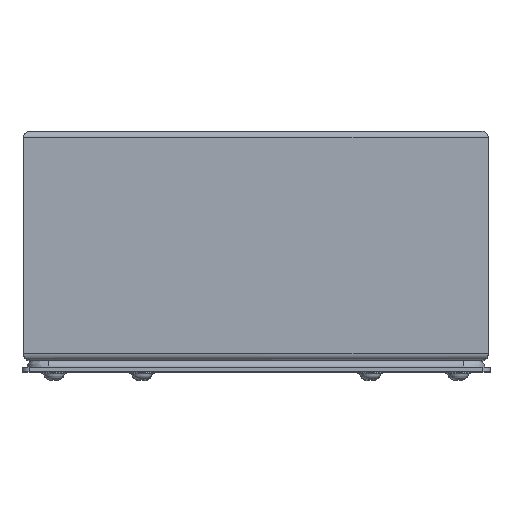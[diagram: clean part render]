
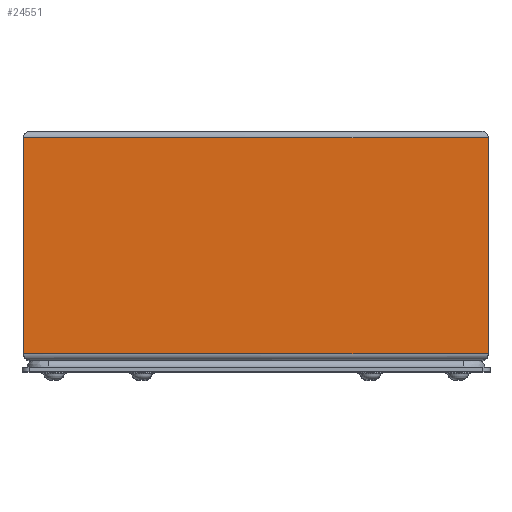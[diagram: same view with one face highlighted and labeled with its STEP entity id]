
A CAD part, top view. The second image highlights one B-rep face of the part: STEP entity #24551.
In plain terms, the highlighted face is planar.
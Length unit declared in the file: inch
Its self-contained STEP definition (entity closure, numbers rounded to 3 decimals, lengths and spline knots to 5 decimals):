
#148 = CARTESIAN_POINT ( 'NONE',  ( 4.0625, 4., -4.0675 ) ) ;
#480 = ORIENTED_EDGE ( 'NONE', *, *, #16263, .T. ) ;
#767 = CARTESIAN_POINT ( 'NONE',  ( 4.0625, 3.89, -4.0675 ) ) ;
#1093 = CARTESIAN_POINT ( 'NONE',  ( -4.0675, 3.89, -4.0675 ) ) ;
#1162 = VECTOR ( 'NONE', #20258, 39.37008 ) ;
#1936 = AXIS2_PLACEMENT_3D ( 'NONE', #148, #2288, #15914 ) ;
#2288 = DIRECTION ( 'NONE',  ( 0., 0., 1. ) ) ;
#3026 = VERTEX_POINT ( 'NONE', #1093 ) ;
#5093 = VECTOR ( 'NONE', #9131, 39.37008 ) ;
#5305 = ORIENTED_EDGE ( 'NONE', *, *, #16789, .T. ) ;
#6376 = PLANE ( 'NONE',  #1936 ) ;
#9131 = DIRECTION ( 'NONE',  ( 0., -1., 0. ) ) ;
#9978 = CARTESIAN_POINT ( 'NONE',  ( 4.0625, 0.11, -4.0675 ) ) ;
#10985 = VECTOR ( 'NONE', #17298, 39.37008 ) ;
#12101 = FACE_OUTER_BOUND ( 'NONE', #23065, .T. ) ;
#12161 = VECTOR ( 'NONE', #17134, 39.37008 ) ;
#13404 = EDGE_CURVE ( 'NONE', #15737, #14103, #18913, .T. ) ;
#14103 = VERTEX_POINT ( 'NONE', #23954 ) ;
#14265 = EDGE_CURVE ( 'NONE', #3026, #14103, #17169, .T. ) ;
#15737 = VERTEX_POINT ( 'NONE', #9978 ) ;
#15914 = DIRECTION ( 'NONE',  ( 1., 0., 0. ) ) ;
#16263 = EDGE_CURVE ( 'NONE', #3026, #17104, #24323, .T. ) ;
#16789 = EDGE_CURVE ( 'NONE', #17104, #15737, #22627, .T. ) ;
#16875 = CARTESIAN_POINT ( 'NONE',  ( -4.0675, 0.11, -4.0675 ) ) ;
#16893 = CARTESIAN_POINT ( 'NONE',  ( 4.0625, 4., -4.0675 ) ) ;
#17041 = CARTESIAN_POINT ( 'NONE',  ( -4.0675, 4., -4.0675 ) ) ;
#17104 = VERTEX_POINT ( 'NONE', #19377 ) ;
#17134 = DIRECTION ( 'NONE',  ( -1., 0., 0. ) ) ;
#17169 = LINE ( 'NONE', #17041, #10985 ) ;
#17298 = DIRECTION ( 'NONE',  ( 0., -1., 0. ) ) ;
#18913 = LINE ( 'NONE', #16875, #12161 ) ;
#19377 = CARTESIAN_POINT ( 'NONE',  ( 4.0625, 3.89, -4.0675 ) ) ;
#20258 = DIRECTION ( 'NONE',  ( 1., 0., 0. ) ) ;
#20524 = ORIENTED_EDGE ( 'NONE', *, *, #14265, .F. ) ;
#22036 = ORIENTED_EDGE ( 'NONE', *, *, #13404, .T. ) ;
#22627 = LINE ( 'NONE', #16893, #5093 ) ;
#23065 = EDGE_LOOP ( 'NONE', ( #5305, #22036, #20524, #480 ) ) ;
#23954 = CARTESIAN_POINT ( 'NONE',  ( -4.0675, 0.11, -4.0675 ) ) ;
#24323 = LINE ( 'NONE', #767, #1162 ) ;
#24551 = ADVANCED_FACE ( 'NONE', ( #12101 ), #6376, .F. ) ;
